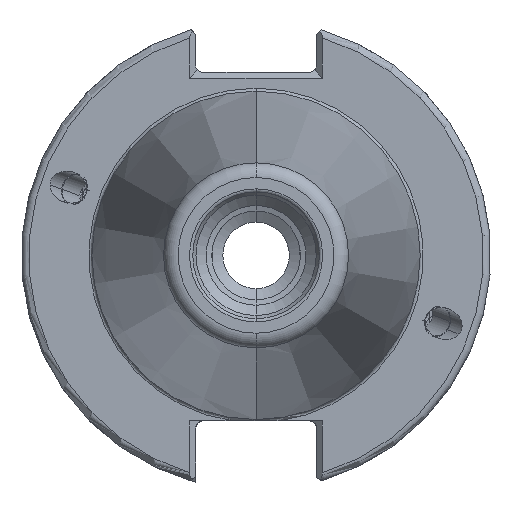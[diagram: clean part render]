
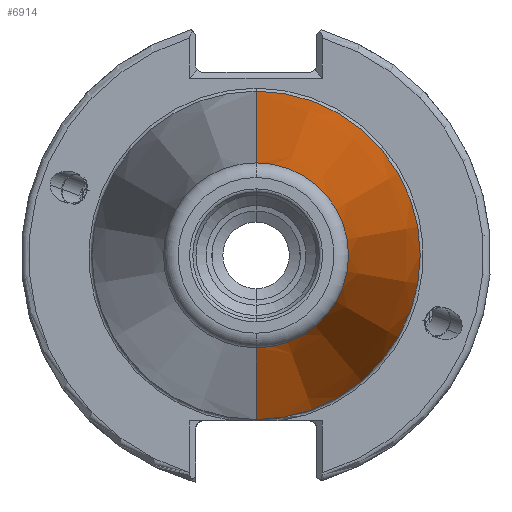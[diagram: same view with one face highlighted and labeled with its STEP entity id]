
A CAD part, left-side view. The second image highlights one B-rep face of the part: STEP entity #6914.
In plain terms, the highlighted conical face has half-angle 8.297 degrees and reference radius 22.225 mm.
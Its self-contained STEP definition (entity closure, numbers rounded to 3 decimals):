
#337 = VECTOR ( 'NONE', #3059, 1000. ) ;
#354 = LINE ( 'NONE', #3109, #337 ) ;
#433 = VERTEX_POINT ( 'NONE', #6892 ) ;
#618 = CARTESIAN_POINT ( 'NONE',  ( -160., 0., -22.225 ) ) ;
#1605 = EDGE_CURVE ( 'NONE', #5220, #433, #2035, .T. ) ;
#1709 = CARTESIAN_POINT ( 'NONE',  ( -226.539, 0., 12.522 ) ) ;
#1736 = EDGE_CURVE ( 'NONE', #4512, #6349, #1985, .T. ) ;
#1765 = VECTOR ( 'NONE', #2899, 1000. ) ;
#1828 = LINE ( 'NONE', #2759, #1765 ) ;
#1930 = ORIENTED_EDGE ( 'NONE', *, *, #4395, .F. ) ;
#1985 = CIRCLE ( 'NONE', #5895, 12.522 ) ;
#2035 = CIRCLE ( 'NONE', #5983, 22.225 ) ;
#2096 = EDGE_CURVE ( 'NONE', #4512, #5220, #1828, .T. ) ;
#2517 = CARTESIAN_POINT ( 'NONE',  ( -226.539, 0., -12.522 ) ) ;
#2759 = CARTESIAN_POINT ( 'NONE',  ( -160., 0., -22.225 ) ) ;
#2853 = CARTESIAN_POINT ( 'NONE',  ( -160., 0., 0. ) ) ;
#2899 = DIRECTION ( 'NONE',  ( 0.99, 0., -0.144 ) ) ;
#2901 = DIRECTION ( 'NONE',  ( 0., 0., -1. ) ) ;
#3059 = DIRECTION ( 'NONE',  ( 0.99, 0., 0.144 ) ) ;
#3109 = CARTESIAN_POINT ( 'NONE',  ( -160., 0., 22.225 ) ) ;
#3214 = DIRECTION ( 'NONE',  ( 1., 0., 0. ) ) ;
#3471 = AXIS2_PLACEMENT_3D ( 'NONE', #2853, #3214, #2901 ) ;
#4077 = DIRECTION ( 'NONE',  ( 0., 0., 1. ) ) ;
#4080 = CARTESIAN_POINT ( 'NONE',  ( -226.539, 0., 0. ) ) ;
#4368 = DIRECTION ( 'NONE',  ( -1., 0., 0. ) ) ;
#4395 = EDGE_CURVE ( 'NONE', #6349, #433, #354, .T. ) ;
#4445 = ORIENTED_EDGE ( 'NONE', *, *, #2096, .T. ) ;
#4512 = VERTEX_POINT ( 'NONE', #2517 ) ;
#5140 = ORIENTED_EDGE ( 'NONE', *, *, #1605, .T. ) ;
#5220 = VERTEX_POINT ( 'NONE', #618 ) ;
#5428 = ORIENTED_EDGE ( 'NONE', *, *, #1736, .F. ) ;
#5732 = DIRECTION ( 'NONE',  ( 0., 0., 1. ) ) ;
#5776 = DIRECTION ( 'NONE',  ( -1., 0., 0. ) ) ;
#5792 = CARTESIAN_POINT ( 'NONE',  ( -160., 0., 0. ) ) ;
#5819 = CONICAL_SURFACE ( 'NONE', #3471, 22.225, 0.145 ) ;
#5835 = FACE_OUTER_BOUND ( 'NONE', #6752, .T. ) ;
#5895 = AXIS2_PLACEMENT_3D ( 'NONE', #4080, #4368, #4077 ) ;
#5983 = AXIS2_PLACEMENT_3D ( 'NONE', #5792, #5776, #5732 ) ;
#6349 = VERTEX_POINT ( 'NONE', #1709 ) ;
#6752 = EDGE_LOOP ( 'NONE', ( #1930, #5428, #4445, #5140 ) ) ;
#6892 = CARTESIAN_POINT ( 'NONE',  ( -160., 0., 22.225 ) ) ;
#6914 = ADVANCED_FACE ( 'NONE', ( #5835 ), #5819, .T. ) ;
